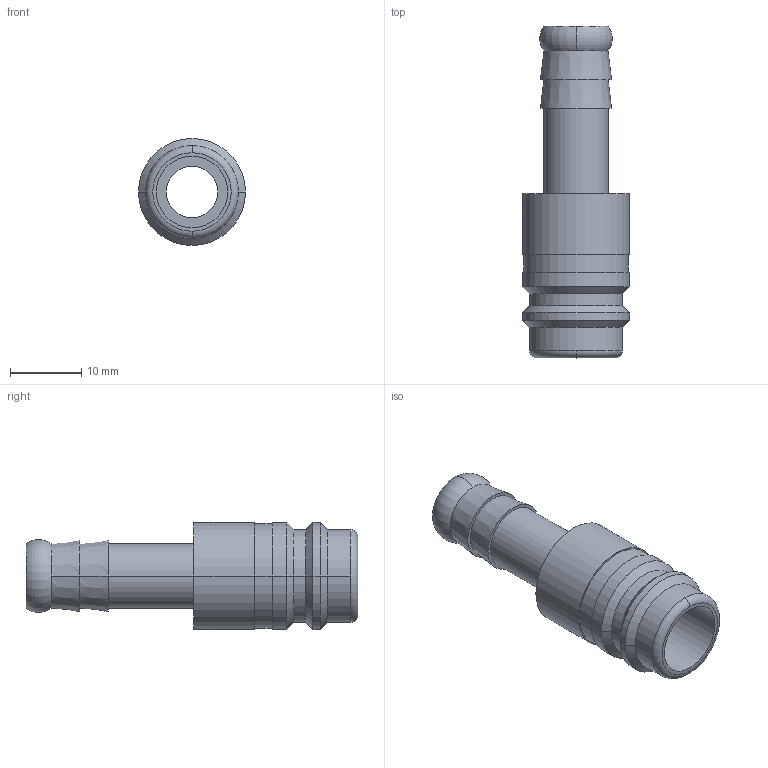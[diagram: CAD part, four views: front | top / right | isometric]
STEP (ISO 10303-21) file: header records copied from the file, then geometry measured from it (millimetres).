
FILE_DESCRIPTION(('STEP AP214'),'1');
FILE_NAME('ESIGE_9_S.stp','2020-08-17T11:38:34',('TraceParts'),('TraceParts S.A.'),'Spatial InterOp 3D',' ',' ');
FILE_SCHEMA(('AUTOMOTIVE_DESIGN { 1 0 10303 214 1 1 1 1 }'));
Length unit declared in the file: millimetre
Products named in the file (1): ESIGE_9_S
Bounding box: 15 x 46.5 x 15 mm (x, y, z)
Volume: 2629 mm3; surface area: 3274.5 mm2
Topology: 1 solids, 1 shells, 40 faces, 86 edges, 54 vertices
Faces by surface type: cylinder 18, cone 10, plane 8, torus 4
Entity records: 1448 total; most frequent: DIRECTION 226, CARTESIAN_POINT 181, ORIENTED_EDGE 172, AXIS2_PLACEMENT_3D 99, EDGE_CURVE 86, CIRCLE 58, VERTEX_POINT 54, EDGE_LOOP 48
